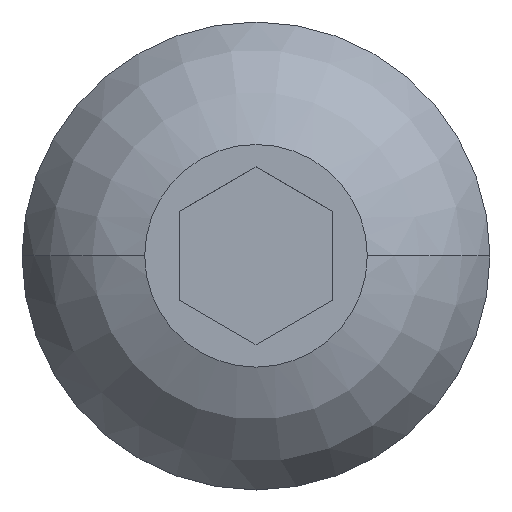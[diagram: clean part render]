
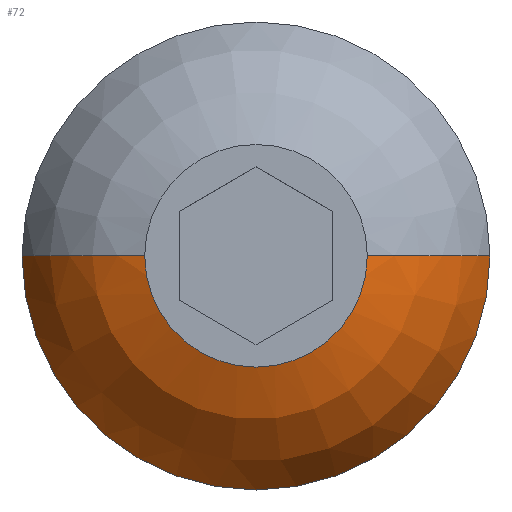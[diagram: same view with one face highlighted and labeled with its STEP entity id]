
A CAD part, top view. The second image highlights one B-rep face of the part: STEP entity #72.
In plain terms, the highlighted toroidal (fillet/blend) face has major radius 1.062 mm and minor radius 2.913 mm.
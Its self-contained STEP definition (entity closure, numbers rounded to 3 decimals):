
#4 = VERTEX_POINT ( 'NONE', #204 ) ;
#56 = FACE_OUTER_BOUND ( 'NONE', #99, .T. ) ;
#72 = ADVANCED_FACE ( 'NONE', ( #56 ), #225, .T. ) ;
#90 = CARTESIAN_POINT ( 'NONE',  ( 1.808, 0., 2.2 ) ) ;
#96 = CIRCLE ( 'NONE', #462, 2.913 ) ;
#99 = EDGE_LOOP ( 'NONE', ( #342, #684, #632, #777 ) ) ;
#103 = DIRECTION ( 'NONE',  ( -1., 0., 0. ) ) ;
#109 = CARTESIAN_POINT ( 'NONE',  ( 0., 0., 0.38 ) ) ;
#135 = CIRCLE ( 'NONE', #164, 3.8 ) ;
#153 = AXIS2_PLACEMENT_3D ( 'NONE', #588, #405, #162 ) ;
#162 = DIRECTION ( 'NONE',  ( 0., 0., -1. ) ) ;
#164 = AXIS2_PLACEMENT_3D ( 'NONE', #109, #408, #296 ) ;
#182 = EDGE_CURVE ( 'NONE', #471, #4, #223, .T. ) ;
#197 = VERTEX_POINT ( 'NONE', #90 ) ;
#204 = CARTESIAN_POINT ( 'NONE',  ( -3.8, 0., 0.38 ) ) ;
#223 = CIRCLE ( 'NONE', #153, 2.913 ) ;
#225 = TOROIDAL_SURFACE ( 'NONE', #269, 1.062, 2.913 ) ;
#251 = AXIS2_PLACEMENT_3D ( 'NONE', #330, #567, #386 ) ;
#269 = AXIS2_PLACEMENT_3D ( 'NONE', #728, #612, #671 ) ;
#296 = DIRECTION ( 'NONE',  ( -1., 0., 0. ) ) ;
#330 = CARTESIAN_POINT ( 'NONE',  ( 0., 0., 2.2 ) ) ;
#342 = ORIENTED_EDGE ( 'NONE', *, *, #581, .F. ) ;
#362 = EDGE_CURVE ( 'NONE', #471, #197, #444, .T. ) ;
#386 = DIRECTION ( 'NONE',  ( -1., 0., 0. ) ) ;
#405 = DIRECTION ( 'NONE',  ( 0., -1., 0. ) ) ;
#408 = DIRECTION ( 'NONE',  ( 0., 0., -1. ) ) ;
#413 = DIRECTION ( 'NONE',  ( 0., 1., 0. ) ) ;
#444 = CIRCLE ( 'NONE', #251, 1.808 ) ;
#446 = CARTESIAN_POINT ( 'NONE',  ( -1.808, 0., 2.2 ) ) ;
#462 = AXIS2_PLACEMENT_3D ( 'NONE', #584, #413, #103 ) ;
#471 = VERTEX_POINT ( 'NONE', #446 ) ;
#505 = EDGE_CURVE ( 'NONE', #749, #4, #135, .T. ) ;
#567 = DIRECTION ( 'NONE',  ( 0., 0., 1. ) ) ;
#581 = EDGE_CURVE ( 'NONE', #197, #749, #96, .T. ) ;
#584 = CARTESIAN_POINT ( 'NONE',  ( 1.062, 0., -0.616 ) ) ;
#588 = CARTESIAN_POINT ( 'NONE',  ( -1.062, 0., -0.616 ) ) ;
#612 = DIRECTION ( 'NONE',  ( 0., 0., -1. ) ) ;
#632 = ORIENTED_EDGE ( 'NONE', *, *, #182, .T. ) ;
#671 = DIRECTION ( 'NONE',  ( -1., 0., 0. ) ) ;
#684 = ORIENTED_EDGE ( 'NONE', *, *, #362, .F. ) ;
#724 = CARTESIAN_POINT ( 'NONE',  ( 3.8, 0., 0.38 ) ) ;
#728 = CARTESIAN_POINT ( 'NONE',  ( 0., 0., -0.616 ) ) ;
#749 = VERTEX_POINT ( 'NONE', #724 ) ;
#777 = ORIENTED_EDGE ( 'NONE', *, *, #505, .F. ) ;
